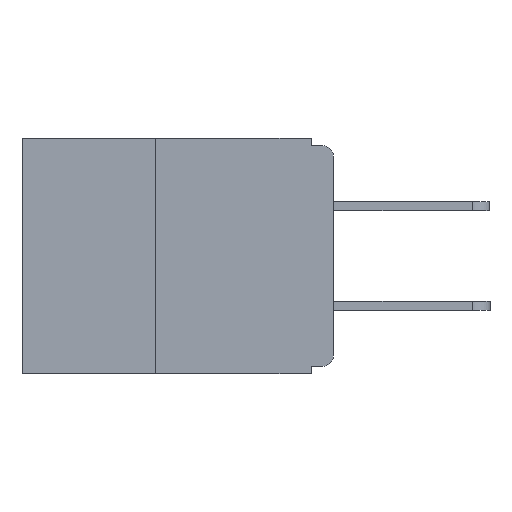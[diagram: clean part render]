
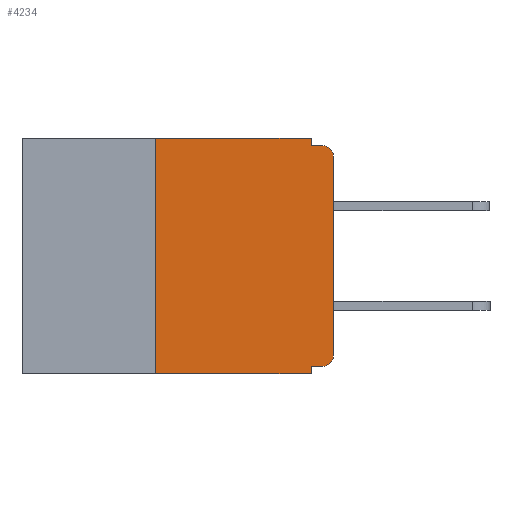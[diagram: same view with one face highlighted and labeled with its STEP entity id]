
A CAD part, left-side view. The second image highlights one B-rep face of the part: STEP entity #4234.
In plain terms, the highlighted planar face has unit normal (-1, 0, 0).
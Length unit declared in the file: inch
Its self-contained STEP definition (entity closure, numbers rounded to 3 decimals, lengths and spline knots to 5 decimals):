
#160 = VERTEX_POINT ( 'NONE', #3923 ) ;
#268 = CARTESIAN_POINT ( 'NONE',  ( 0., 0., -0.305 ) ) ;
#507 = EDGE_CURVE ( 'NONE', #1364, #160, #9387, .T. ) ;
#548 = DIRECTION ( 'NONE',  ( 0., -1., 0. ) ) ;
#1364 = VERTEX_POINT ( 'NONE', #7068 ) ;
#1599 = DIRECTION ( 'NONE',  ( -1., 0., 0. ) ) ;
#1624 = DIRECTION ( 'NONE',  ( 0., 0., 1. ) ) ;
#3208 = VERTEX_POINT ( 'NONE', #21991 ) ;
#3297 = CIRCLE ( 'NONE', #15508, 0.015 ) ;
#3303 = VECTOR ( 'NONE', #6289, 39.37008 ) ;
#3898 = ORIENTED_EDGE ( 'NONE', *, *, #4327, .F. ) ;
#3923 = CARTESIAN_POINT ( 'NONE',  ( 0., 0.031, 0. ) ) ;
#4234 = ADVANCED_FACE ( 'NONE', ( #6136 ), #11551, .F. ) ;
#4327 = EDGE_CURVE ( 'NONE', #9688, #3208, #19108, .T. ) ;
#4483 = VECTOR ( 'NONE', #13504, 39.37008 ) ;
#4588 = ORIENTED_EDGE ( 'NONE', *, *, #10543, .F. ) ;
#4624 = DIRECTION ( 'NONE',  ( 0., 0., -1. ) ) ;
#4960 = VERTEX_POINT ( 'NONE', #19714 ) ;
#5732 = DIRECTION ( 'NONE',  ( -1., 0., 0. ) ) ;
#5858 = VERTEX_POINT ( 'NONE', #9767 ) ;
#5884 = EDGE_LOOP ( 'NONE', ( #8809, #10386, #10208, #19034, #16588, #9018, #22267, #4588, #3898, #9299 ) ) ;
#5992 = CARTESIAN_POINT ( 'NONE',  ( 0., 0.015, -0.305 ) ) ;
#6016 = VECTOR ( 'NONE', #12474, 39.37008 ) ;
#6136 = FACE_OUTER_BOUND ( 'NONE', #5884, .T. ) ;
#6289 = DIRECTION ( 'NONE',  ( 0., 0., -1. ) ) ;
#6590 = LINE ( 'NONE', #10681, #6016 ) ;
#6681 = VERTEX_POINT ( 'NONE', #268 ) ;
#7068 = CARTESIAN_POINT ( 'NONE',  ( 0., 0.25, 0. ) ) ;
#7660 = DIRECTION ( 'NONE',  ( 0., -1., 0. ) ) ;
#8435 = CARTESIAN_POINT ( 'NONE',  ( 0., 0.015, -0.01 ) ) ;
#8809 = ORIENTED_EDGE ( 'NONE', *, *, #8815, .T. ) ;
#8815 = EDGE_CURVE ( 'NONE', #6681, #18192, #9670, .T. ) ;
#9018 = ORIENTED_EDGE ( 'NONE', *, *, #16337, .F. ) ;
#9025 = DIRECTION ( 'NONE',  ( 0., 1., 0. ) ) ;
#9299 = ORIENTED_EDGE ( 'NONE', *, *, #10614, .T. ) ;
#9387 = LINE ( 'NONE', #11400, #4483 ) ;
#9495 = CARTESIAN_POINT ( 'NONE',  ( 0., 0., -0.32 ) ) ;
#9670 = LINE ( 'NONE', #18932, #13771 ) ;
#9688 = VERTEX_POINT ( 'NONE', #11586 ) ;
#9767 = CARTESIAN_POINT ( 'NONE',  ( 0., 0.25, -0.33 ) ) ;
#10208 = ORIENTED_EDGE ( 'NONE', *, *, #13973, .F. ) ;
#10386 = ORIENTED_EDGE ( 'NONE', *, *, #22509, .T. ) ;
#10543 = EDGE_CURVE ( 'NONE', #3208, #4960, #13264, .T. ) ;
#10614 = EDGE_CURVE ( 'NONE', #9688, #6681, #16218, .T. ) ;
#10681 = CARTESIAN_POINT ( 'NONE',  ( 0., 0.25, -0.33 ) ) ;
#11334 = DIRECTION ( 'NONE',  ( 1., 0., 0. ) ) ;
#11360 = DIRECTION ( 'NONE',  ( 0., 0., -1. ) ) ;
#11400 = CARTESIAN_POINT ( 'NONE',  ( 0., 0.437, 0. ) ) ;
#11551 = PLANE ( 'NONE',  #14523 ) ;
#11586 = CARTESIAN_POINT ( 'NONE',  ( 0., 0.015, -0.32 ) ) ;
#11729 = CARTESIAN_POINT ( 'NONE',  ( 0., 0.437, -0.33 ) ) ;
#11762 = EDGE_CURVE ( 'NONE', #5858, #4960, #14793, .T. ) ;
#11806 = CARTESIAN_POINT ( 'NONE',  ( 0., 0.437, 0. ) ) ;
#12474 = DIRECTION ( 'NONE',  ( 0., 0., 1. ) ) ;
#12531 = VERTEX_POINT ( 'NONE', #8435 ) ;
#12651 = CARTESIAN_POINT ( 'NONE',  ( 0., 0.015, -0.025 ) ) ;
#13070 = CARTESIAN_POINT ( 'NONE',  ( 0., 0.031, -0.01 ) ) ;
#13264 = LINE ( 'NONE', #20864, #21910 ) ;
#13386 = VERTEX_POINT ( 'NONE', #13070 ) ;
#13504 = DIRECTION ( 'NONE',  ( 0., -1., 0. ) ) ;
#13771 = VECTOR ( 'NONE', #1624, 39.37008 ) ;
#13973 = EDGE_CURVE ( 'NONE', #13386, #12531, #15794, .T. ) ;
#14337 = DIRECTION ( 'NONE',  ( 0., 0., -1. ) ) ;
#14523 = AXIS2_PLACEMENT_3D ( 'NONE', #11806, #11334, #11360 ) ;
#14745 = AXIS2_PLACEMENT_3D ( 'NONE', #5992, #5732, #4624 ) ;
#14793 = LINE ( 'NONE', #11729, #19966 ) ;
#15254 = VECTOR ( 'NONE', #7660, 39.37008 ) ;
#15508 = AXIS2_PLACEMENT_3D ( 'NONE', #12651, #1599, #14337 ) ;
#15794 = LINE ( 'NONE', #19914, #15254 ) ;
#16218 = CIRCLE ( 'NONE', #14745, 0.015 ) ;
#16337 = EDGE_CURVE ( 'NONE', #5858, #1364, #6590, .T. ) ;
#16588 = ORIENTED_EDGE ( 'NONE', *, *, #507, .F. ) ;
#17511 = EDGE_CURVE ( 'NONE', #160, #13386, #22170, .T. ) ;
#17968 = DIRECTION ( 'NONE',  ( 0., 0., -1. ) ) ;
#18039 = VECTOR ( 'NONE', #9025, 39.37008 ) ;
#18192 = VERTEX_POINT ( 'NONE', #22221 ) ;
#18932 = CARTESIAN_POINT ( 'NONE',  ( 0., 0., 0. ) ) ;
#19034 = ORIENTED_EDGE ( 'NONE', *, *, #17511, .F. ) ;
#19108 = LINE ( 'NONE', #9495, #18039 ) ;
#19714 = CARTESIAN_POINT ( 'NONE',  ( 0., 0.031, -0.33 ) ) ;
#19914 = CARTESIAN_POINT ( 'NONE',  ( 0., 0., -0.01 ) ) ;
#19966 = VECTOR ( 'NONE', #548, 39.37008 ) ;
#20864 = CARTESIAN_POINT ( 'NONE',  ( 0., 0.031, -0.33 ) ) ;
#21910 = VECTOR ( 'NONE', #17968, 39.37008 ) ;
#21991 = CARTESIAN_POINT ( 'NONE',  ( 0., 0.031, -0.32 ) ) ;
#22100 = CARTESIAN_POINT ( 'NONE',  ( 0., 0.031, 0. ) ) ;
#22170 = LINE ( 'NONE', #22100, #3303 ) ;
#22221 = CARTESIAN_POINT ( 'NONE',  ( 0., 0., -0.025 ) ) ;
#22267 = ORIENTED_EDGE ( 'NONE', *, *, #11762, .T. ) ;
#22509 = EDGE_CURVE ( 'NONE', #18192, #12531, #3297, .T. ) ;
